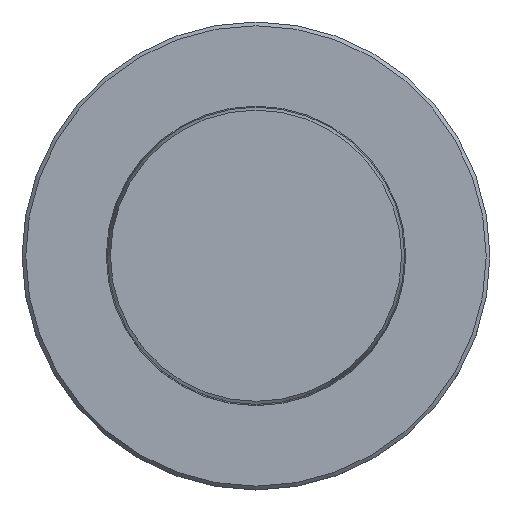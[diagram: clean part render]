
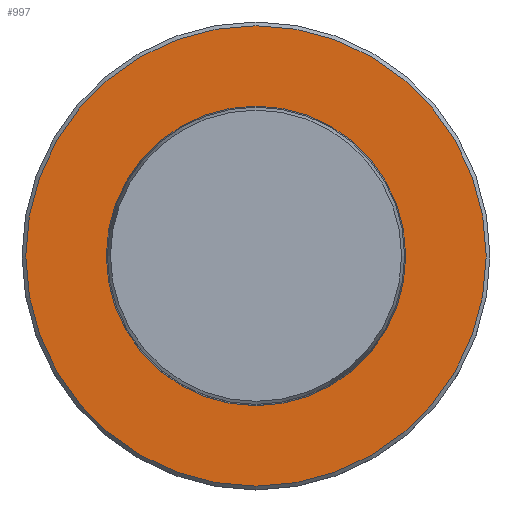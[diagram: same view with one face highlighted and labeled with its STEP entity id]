
A CAD part, top view. The second image highlights one B-rep face of the part: STEP entity #997.
In plain terms, the highlighted planar face has unit normal (0, 0, 1).
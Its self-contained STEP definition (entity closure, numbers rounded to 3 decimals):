
#205=PLANE('',#5080);
#327=FACE_BOUND('',#1581,.T.);
#328=FACE_BOUND('',#1582,.T.);
#997=ADVANCED_FACE('CU_VLE_LO_SU_1',(#327,#328),#205,.T.);
#1581=EDGE_LOOP('',(#2315));
#1582=EDGE_LOOP('',(#2316));
#2012=CIRCLE('',#5077,19.998);
#2013=CIRCLE('',#5079,30.75);
#2315=ORIENTED_EDGE('',*,*,#4108,.T.);
#2316=ORIENTED_EDGE('',*,*,#4107,.F.);
#3614=VERTEX_POINT('',#7347);
#3615=VERTEX_POINT('',#7350);
#4107=EDGE_CURVE('',#3614,#3614,#2012,.T.);
#4108=EDGE_CURVE('',#3615,#3615,#2013,.T.);
#5077=AXIS2_PLACEMENT_3D('',#7346,#5715,#5716);
#5079=AXIS2_PLACEMENT_3D('',#7349,#5719,#5720);
#5080=AXIS2_PLACEMENT_3D('',#7351,#5721,#5722);
#5715=DIRECTION('',(0.,0.,1.));
#5716=DIRECTION('',(1.,0.,0.));
#5719=DIRECTION('',(0.,0.,1.));
#5720=DIRECTION('',(1.,0.,0.));
#5721=DIRECTION('',(0.,0.,1.));
#5722=DIRECTION('',(1.,0.,0.));
#7346=CARTESIAN_POINT('',(0.,0.,0.));
#7347=CARTESIAN_POINT('',(19.998,0.,0.));
#7349=CARTESIAN_POINT('',(0.,0.,0.));
#7350=CARTESIAN_POINT('',(30.75,0.,0.));
#7351=CARTESIAN_POINT('',(0.,22.,0.));
